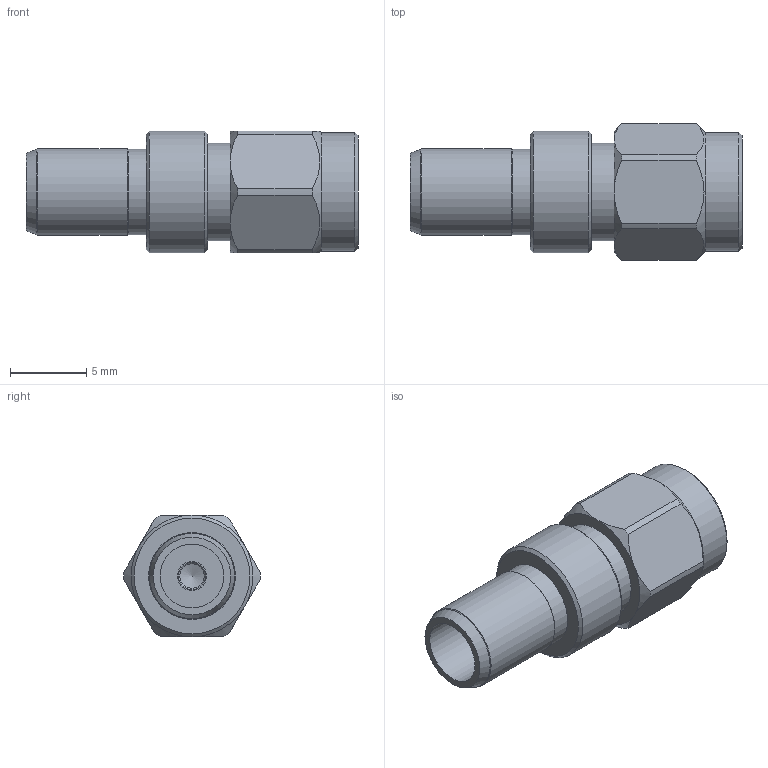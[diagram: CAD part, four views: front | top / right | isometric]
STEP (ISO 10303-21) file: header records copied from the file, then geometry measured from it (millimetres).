
FILE_DESCRIPTION (( 'STEP AP214' ), '1' );
FILE_NAME ('ARSP-1504_3D.STEP', '2021-10-12T16:29:56', ( '' ), ( '' ), 'SwSTEP 2.0', 'SolidWorks 2021', '' );
FILE_SCHEMA (( 'AUTOMOTIVE_DESIGN' ));
Length unit declared in the file: inch
Products named in the file (1): ARSP-1504_3D
Bounding box: 21.8 x 8.99 x 8 mm (x, y, z)
Volume: 606.9 mm3; surface area: 1121.4 mm2
Topology: 1 solids, 1 shells, 69 faces, 144 edges, 88 vertices
Faces by surface type: cone 29, cylinder 21, plane 19
Full cylindrical faces by diameter (mm): 1.1 x1, 1.6 x1, 1.9 x1, 4.2 x1, 4.6 x1, 5 x1, 5.4 x1, 5.6 x1, 5.7 x1, 6 x1, 6.4 x1, 6.5 x2, 7.8 x1, 8 x1
Entity records: 1734 total; most frequent: CARTESIAN_POINT 372, DIRECTION 292, ORIENTED_EDGE 206, AXIS2_PLACEMENT_3D 137, EDGE_LOOP 118, EDGE_CURVE 103, VERTEX_POINT 85, FACE_OUTER_BOUND 84
